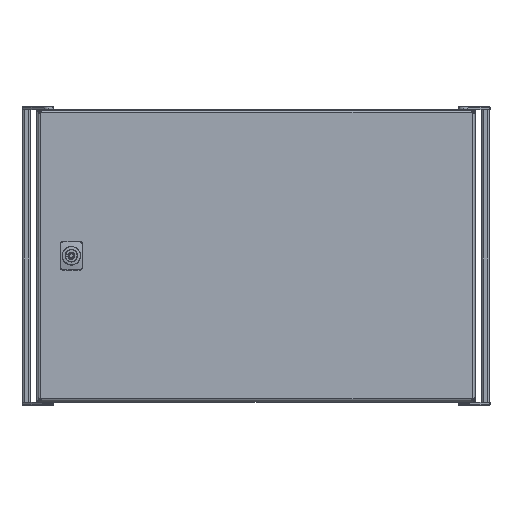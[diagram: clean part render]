
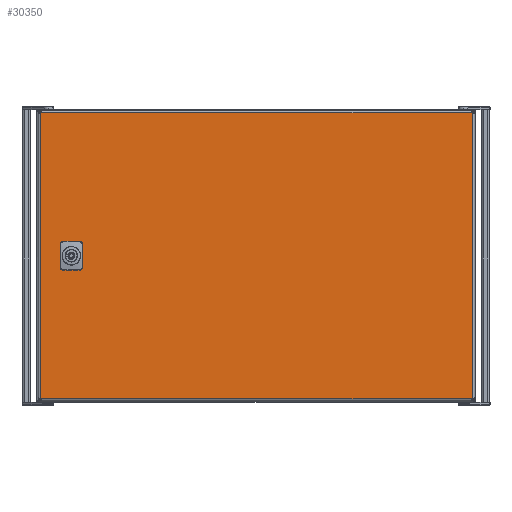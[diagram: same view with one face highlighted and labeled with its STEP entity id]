
A CAD part, top view. The second image highlights one B-rep face of the part: STEP entity #30350.
In plain terms, the highlighted face is planar.
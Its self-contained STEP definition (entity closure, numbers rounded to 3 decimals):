
#633 = EDGE_LOOP ( 'NONE', ( #9905, #9904, #9903, #9902, #9901, #9900, #9899, #9898 ) ) ;
#674 = EDGE_LOOP ( 'NONE', ( #9897, #9896, #9895, #9894, #9893, #9892, #9891, #9890 ) ) ;
#9890 = ORIENTED_EDGE ( 'NONE', *, *, #34451, .T. ) ;
#9891 = ORIENTED_EDGE ( 'NONE', *, *, #34450, .T. ) ;
#9892 = ORIENTED_EDGE ( 'NONE', *, *, #34449, .T. ) ;
#9893 = ORIENTED_EDGE ( 'NONE', *, *, #34448, .F. ) ;
#9894 = ORIENTED_EDGE ( 'NONE', *, *, #34446, .T. ) ;
#9895 = ORIENTED_EDGE ( 'NONE', *, *, #34447, .T. ) ;
#9896 = ORIENTED_EDGE ( 'NONE', *, *, #34444, .T. ) ;
#9897 = ORIENTED_EDGE ( 'NONE', *, *, #34445, .F. ) ;
#9898 = ORIENTED_EDGE ( 'NONE', *, *, #34443, .F. ) ;
#9899 = ORIENTED_EDGE ( 'NONE', *, *, #34442, .F. ) ;
#9900 = ORIENTED_EDGE ( 'NONE', *, *, #34434, .F. ) ;
#9901 = ORIENTED_EDGE ( 'NONE', *, *, #34427, .F. ) ;
#9902 = ORIENTED_EDGE ( 'NONE', *, *, #34441, .F. ) ;
#9903 = ORIENTED_EDGE ( 'NONE', *, *, #34440, .F. ) ;
#9904 = ORIENTED_EDGE ( 'NONE', *, *, #34435, .F. ) ;
#9905 = ORIENTED_EDGE ( 'NONE', *, *, #34438, .F. ) ;
#16170 = VERTEX_POINT ( 'NONE', #24242 ) ;
#16172 = VERTEX_POINT ( 'NONE', #24244 ) ;
#16173 = VERTEX_POINT ( 'NONE', #24246 ) ;
#16175 = VERTEX_POINT ( 'NONE', #24247 ) ;
#16177 = VERTEX_POINT ( 'NONE', #24248 ) ;
#16179 = VERTEX_POINT ( 'NONE', #24249 ) ;
#16181 = VERTEX_POINT ( 'NONE', #24251 ) ;
#16183 = VERTEX_POINT ( 'NONE', #24253 ) ;
#16184 = VERTEX_POINT ( 'NONE', #24255 ) ;
#16186 = VERTEX_POINT ( 'NONE', #24256 ) ;
#16188 = VERTEX_POINT ( 'NONE', #24258 ) ;
#16190 = VERTEX_POINT ( 'NONE', #24260 ) ;
#16192 = VERTEX_POINT ( 'NONE', #24262 ) ;
#16194 = VERTEX_POINT ( 'NONE', #24264 ) ;
#16195 = VERTEX_POINT ( 'NONE', #24266 ) ;
#16197 = VERTEX_POINT ( 'NONE', #24267 ) ;
#24242 = CARTESIAN_POINT ( 'NONE',  ( 243., -5.154, 0. ) ) ;
#24244 = CARTESIAN_POINT ( 'NONE',  ( 243., 5.154, 0. ) ) ;
#24246 = CARTESIAN_POINT ( 'NONE',  ( 247.846, -10., 0. ) ) ;
#24247 = CARTESIAN_POINT ( 'NONE',  ( 258.154, -10., 0. ) ) ;
#24248 = CARTESIAN_POINT ( 'NONE',  ( 263., -5.154, 0. ) ) ;
#24249 = CARTESIAN_POINT ( 'NONE',  ( 263., 5.154, 0. ) ) ;
#24251 = CARTESIAN_POINT ( 'NONE',  ( 258.154, 10., 0. ) ) ;
#24253 = CARTESIAN_POINT ( 'NONE',  ( 247.846, 10., 0. ) ) ;
#24255 = CARTESIAN_POINT ( 'NONE',  ( -295.5, -195., 0. ) ) ;
#24256 = CARTESIAN_POINT ( 'NONE',  ( -295., -195.5, 0. ) ) ;
#24258 = CARTESIAN_POINT ( 'NONE',  ( -295.5, 195., 0. ) ) ;
#24260 = CARTESIAN_POINT ( 'NONE',  ( -295., 195.5, 0. ) ) ;
#24262 = CARTESIAN_POINT ( 'NONE',  ( 295., 195.5, 0. ) ) ;
#24264 = CARTESIAN_POINT ( 'NONE',  ( 295.5, 195., 0. ) ) ;
#24266 = CARTESIAN_POINT ( 'NONE',  ( 295.5, -195., 0. ) ) ;
#24267 = CARTESIAN_POINT ( 'NONE',  ( 295., -195.5, 0. ) ) ;
#25398 = FACE_BOUND ( 'NONE', #633, .T. ) ;
#25401 = FACE_OUTER_BOUND ( 'NONE', #674, .T. ) ;
#25750 = VECTOR ( 'NONE', #34873, 1000. ) ;
#25760 = LINE ( 'NONE', #34336, #25761 ) ;
#25761 = VECTOR ( 'NONE', #34337, 1000. ) ;
#25770 = VECTOR ( 'NONE', #34867, 1000. ) ;
#25772 = CIRCLE ( 'NONE', #32191, 11.25 ) ;
#25773 = CIRCLE ( 'NONE', #32189, 11.25 ) ;
#25774 = LINE ( 'NONE', #34841, #25776 ) ;
#25776 = VECTOR ( 'NONE', #34858, 1000. ) ;
#25777 = VECTOR ( 'NONE', #34862, 1000. ) ;
#25778 = LINE ( 'NONE', #34857, #25777 ) ;
#25779 = VECTOR ( 'NONE', #34879, 1000. ) ;
#25780 = LINE ( 'NONE', #34861, #25770 ) ;
#25781 = CIRCLE ( 'NONE', #32194, 11.25 ) ;
#25782 = VECTOR ( 'NONE', #34886, 1000. ) ;
#25783 = LINE ( 'NONE', #34866, #25750 ) ;
#25784 = CIRCLE ( 'NONE', #32193, 11.25 ) ;
#25785 = LINE ( 'NONE', #34890, #25788 ) ;
#25786 = LINE ( 'NONE', #34872, #25779 ) ;
#25787 = CIRCLE ( 'NONE', #32192, 2.5 ) ;
#25788 = VECTOR ( 'NONE', #34891, 1000. ) ;
#25790 = CIRCLE ( 'NONE', #32197, 2.5 ) ;
#25791 = LINE ( 'NONE', #34880, #25782 ) ;
#25792 = CIRCLE ( 'NONE', #32196, 2.5 ) ;
#25794 = CIRCLE ( 'NONE', #32199, 2.5 ) ;
#30350 = ADVANCED_FACE ( 'NONE', ( #25398, #25401 ), #33089, .F. ) ;
#32031 = AXIS2_PLACEMENT_3D ( 'NONE', #33088, #33090, #33091 ) ;
#32189 = AXIS2_PLACEMENT_3D ( 'NONE', #34849, #34850, #34851 ) ;
#32191 = AXIS2_PLACEMENT_3D ( 'NONE', #34846, #34847, #34848 ) ;
#32192 = AXIS2_PLACEMENT_3D ( 'NONE', #34874, #34875, #34877 ) ;
#32193 = AXIS2_PLACEMENT_3D ( 'NONE', #34868, #34869, #34870 ) ;
#32194 = AXIS2_PLACEMENT_3D ( 'NONE', #34863, #34864, #34865 ) ;
#32196 = AXIS2_PLACEMENT_3D ( 'NONE', #34871, #34883, #34884 ) ;
#32197 = AXIS2_PLACEMENT_3D ( 'NONE', #34878, #34881, #34882 ) ;
#32199 = AXIS2_PLACEMENT_3D ( 'NONE', #34885, #34887, #34888 ) ;
#33088 = CARTESIAN_POINT ( 'NONE',  ( -310.5, -210.5, 0. ) ) ;
#33089 = PLANE ( 'NONE',  #32031 ) ;
#33090 = DIRECTION ( 'NONE',  ( 0., 0., 1. ) ) ;
#33091 = DIRECTION ( 'NONE',  ( 1., 0., 0. ) ) ;
#34336 = CARTESIAN_POINT ( 'NONE',  ( 263., 5.154, 0. ) ) ;
#34337 = DIRECTION ( 'NONE',  ( 0., -1., 0. ) ) ;
#34427 = EDGE_CURVE ( 'NONE', #16179, #16177, #25760, .T. ) ;
#34434 = EDGE_CURVE ( 'NONE', #16181, #16179, #25772, .T. ) ;
#34435 = EDGE_CURVE ( 'NONE', #16173, #16170, #25773, .T. ) ;
#34438 = EDGE_CURVE ( 'NONE', #16170, #16172, #25774, .T. ) ;
#34440 = EDGE_CURVE ( 'NONE', #16175, #16173, #25778, .T. ) ;
#34441 = EDGE_CURVE ( 'NONE', #16177, #16175, #25781, .T. ) ;
#34442 = EDGE_CURVE ( 'NONE', #16183, #16181, #25780, .T. ) ;
#34443 = EDGE_CURVE ( 'NONE', #16172, #16183, #25784, .T. ) ;
#34444 = EDGE_CURVE ( 'NONE', #16184, #16188, #25783, .T. ) ;
#34445 = EDGE_CURVE ( 'NONE', #16184, #16186, #25787, .T. ) ;
#34446 = EDGE_CURVE ( 'NONE', #16190, #16192, #25786, .T. ) ;
#34447 = EDGE_CURVE ( 'NONE', #16188, #16190, #25790, .T. ) ;
#34448 = EDGE_CURVE ( 'NONE', #16194, #16192, #25792, .T. ) ;
#34449 = EDGE_CURVE ( 'NONE', #16194, #16195, #25791, .T. ) ;
#34450 = EDGE_CURVE ( 'NONE', #16195, #16197, #25794, .T. ) ;
#34451 = EDGE_CURVE ( 'NONE', #16197, #16186, #25785, .T. ) ;
#34841 = CARTESIAN_POINT ( 'NONE',  ( 243., 5.154, 0. ) ) ;
#34846 = CARTESIAN_POINT ( 'NONE',  ( 253., 0., 0. ) ) ;
#34847 = DIRECTION ( 'NONE',  ( 0., 0., -1. ) ) ;
#34848 = DIRECTION ( 'NONE',  ( 1., 0., 0. ) ) ;
#34849 = CARTESIAN_POINT ( 'NONE',  ( 253., 0., 0. ) ) ;
#34850 = DIRECTION ( 'NONE',  ( 0., 0., -1. ) ) ;
#34851 = DIRECTION ( 'NONE',  ( 1., 0., 0. ) ) ;
#34857 = CARTESIAN_POINT ( 'NONE',  ( 247.846, -10., 0. ) ) ;
#34858 = DIRECTION ( 'NONE',  ( 0., 1., 0. ) ) ;
#34861 = CARTESIAN_POINT ( 'NONE',  ( 247.846, 10., 0. ) ) ;
#34862 = DIRECTION ( 'NONE',  ( -1., 0., 0. ) ) ;
#34863 = CARTESIAN_POINT ( 'NONE',  ( 253., 0., 0. ) ) ;
#34864 = DIRECTION ( 'NONE',  ( 0., 0., -1. ) ) ;
#34865 = DIRECTION ( 'NONE',  ( 1., 0., 0. ) ) ;
#34866 = CARTESIAN_POINT ( 'NONE',  ( -295.5, -210.5, 0. ) ) ;
#34867 = DIRECTION ( 'NONE',  ( 1., 0., 0. ) ) ;
#34868 = CARTESIAN_POINT ( 'NONE',  ( 253., 0., 0. ) ) ;
#34869 = DIRECTION ( 'NONE',  ( 0., 0., -1. ) ) ;
#34870 = DIRECTION ( 'NONE',  ( 1., 0., 0. ) ) ;
#34871 = CARTESIAN_POINT ( 'NONE',  ( 297., 197., 0. ) ) ;
#34872 = CARTESIAN_POINT ( 'NONE',  ( -310.5, 195.5, 0. ) ) ;
#34873 = DIRECTION ( 'NONE',  ( 0., 1., 0. ) ) ;
#34874 = CARTESIAN_POINT ( 'NONE',  ( -297., -197., 0. ) ) ;
#34875 = DIRECTION ( 'NONE',  ( 0., 0., -1. ) ) ;
#34877 = DIRECTION ( 'NONE',  ( 1., 0., 0. ) ) ;
#34878 = CARTESIAN_POINT ( 'NONE',  ( -297., 197., 0. ) ) ;
#34879 = DIRECTION ( 'NONE',  ( 1., 0., 0. ) ) ;
#34880 = CARTESIAN_POINT ( 'NONE',  ( 295.5, -210.5, 0. ) ) ;
#34881 = DIRECTION ( 'NONE',  ( 0., 0., 1. ) ) ;
#34882 = DIRECTION ( 'NONE',  ( 1., 0., 0. ) ) ;
#34883 = DIRECTION ( 'NONE',  ( 0., 0., -1. ) ) ;
#34884 = DIRECTION ( 'NONE',  ( -1., 0., 0. ) ) ;
#34885 = CARTESIAN_POINT ( 'NONE',  ( 297., -197., 0. ) ) ;
#34886 = DIRECTION ( 'NONE',  ( 0., -1., 0. ) ) ;
#34887 = DIRECTION ( 'NONE',  ( 0., 0., 1. ) ) ;
#34888 = DIRECTION ( 'NONE',  ( -1., 0., 0. ) ) ;
#34890 = CARTESIAN_POINT ( 'NONE',  ( -310.5, -195.5, 0. ) ) ;
#34891 = DIRECTION ( 'NONE',  ( -1., 0., 0. ) ) ;
